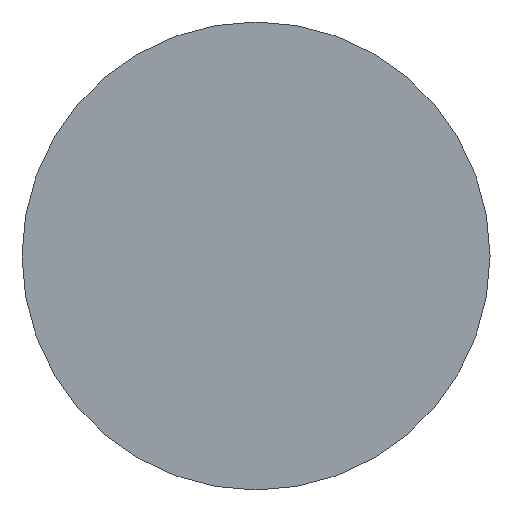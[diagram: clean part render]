
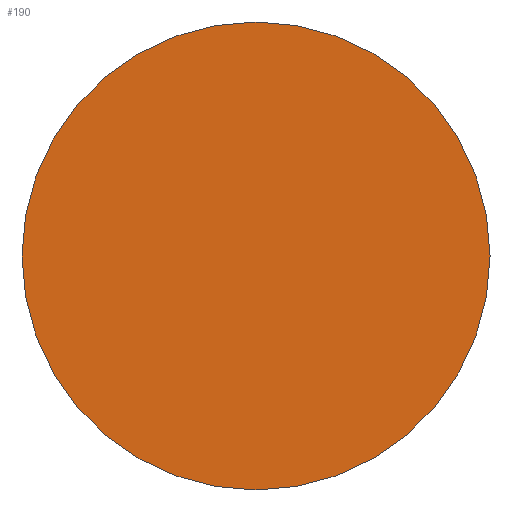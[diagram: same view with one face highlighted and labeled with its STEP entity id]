
A CAD part, front view. The second image highlights one B-rep face of the part: STEP entity #190.
In plain terms, the highlighted planar face has unit normal (0, -1, 0).
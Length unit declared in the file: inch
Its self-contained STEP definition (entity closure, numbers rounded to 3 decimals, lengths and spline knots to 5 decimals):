
#13 = ORIENTED_EDGE ( 'NONE', *, *, #285, .T. ) ;
#20 = CARTESIAN_POINT ( 'NONE',  ( 0., 0., 0. ) ) ;
#42 = AXIS2_PLACEMENT_3D ( 'NONE', #374, #338, #377 ) ;
#99 = CARTESIAN_POINT ( 'NONE',  ( 0., 0., -0.15625 ) ) ;
#179 = PLANE ( 'NONE',  #426 ) ;
#182 = AXIS2_PLACEMENT_3D ( 'NONE', #20, #444, #307 ) ;
#185 = FACE_OUTER_BOUND ( 'NONE', #241, .T. ) ;
#190 = ADVANCED_FACE ( 'NONE', ( #185 ), #179, .T. ) ;
#216 = VERTEX_POINT ( 'NONE', #399 ) ;
#237 = DIRECTION ( 'NONE',  ( 0., 0., -1. ) ) ;
#241 = EDGE_LOOP ( 'NONE', ( #367, #13 ) ) ;
#256 = CIRCLE ( 'NONE', #182, 0.15625 ) ;
#269 = EDGE_CURVE ( 'NONE', #425, #216, #256, .T. ) ;
#285 = EDGE_CURVE ( 'NONE', #216, #425, #442, .T. ) ;
#307 = DIRECTION ( 'NONE',  ( 0., 0., -1. ) ) ;
#338 = DIRECTION ( 'NONE',  ( 0., -1., 0. ) ) ;
#366 = CARTESIAN_POINT ( 'NONE',  ( 0., 0., 0. ) ) ;
#367 = ORIENTED_EDGE ( 'NONE', *, *, #269, .T. ) ;
#368 = DIRECTION ( 'NONE',  ( 0., -1., 0. ) ) ;
#374 = CARTESIAN_POINT ( 'NONE',  ( 0., 0., 0. ) ) ;
#377 = DIRECTION ( 'NONE',  ( 0., 0., -1. ) ) ;
#399 = CARTESIAN_POINT ( 'NONE',  ( 0., 0., 0.15625 ) ) ;
#425 = VERTEX_POINT ( 'NONE', #99 ) ;
#426 = AXIS2_PLACEMENT_3D ( 'NONE', #366, #368, #237 ) ;
#442 = CIRCLE ( 'NONE', #42, 0.15625 ) ;
#444 = DIRECTION ( 'NONE',  ( 0., -1., 0. ) ) ;
